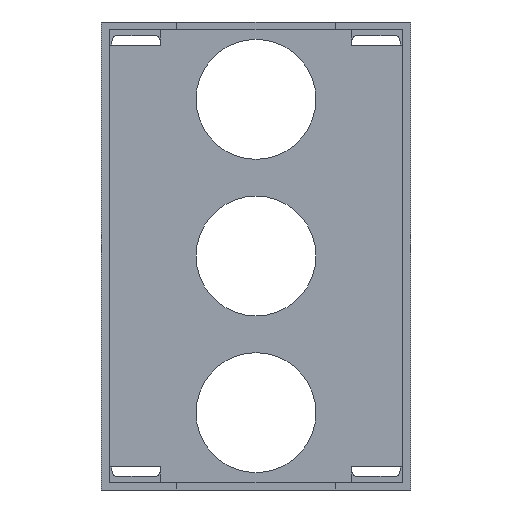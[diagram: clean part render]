
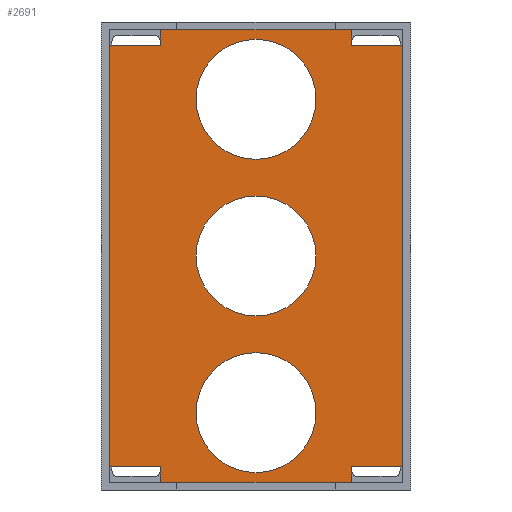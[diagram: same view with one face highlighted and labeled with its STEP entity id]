
A CAD part, front view. The second image highlights one B-rep face of the part: STEP entity #2691.
In plain terms, the highlighted planar face has unit normal (0, -1, 0).
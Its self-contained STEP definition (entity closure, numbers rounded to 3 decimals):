
#168=DIRECTION('',(-1.,0.,0.));
#169=VECTOR('',#168,49.5);
#170=CARTESIAN_POINT('',(24.75,42.,58.5));
#171=LINE('',#170,#169);
#633=DIRECTION('',(0.,0.,1.));
#634=VECTOR('',#633,4.);
#635=CARTESIAN_POINT('',(-24.75,42.,-58.5));
#636=LINE('',#635,#634);
#640=DIRECTION('',(-1.,0.,0.));
#641=VECTOR('',#640,13.25);
#642=CARTESIAN_POINT('',(-24.75,42.,-54.5));
#643=LINE('',#642,#641);
#647=DIRECTION('',(1.,0.,0.));
#648=VECTOR('',#647,13.25);
#649=CARTESIAN_POINT('',(-38.,42.,54.5));
#650=LINE('',#649,#648);
#654=DIRECTION('',(0.,0.,1.));
#655=VECTOR('',#654,4.);
#656=CARTESIAN_POINT('',(-24.75,42.,54.5));
#657=LINE('',#656,#655);
#661=DIRECTION('',(0.,0.,-1.));
#662=VECTOR('',#661,4.);
#663=CARTESIAN_POINT('',(24.75,42.,58.5));
#664=LINE('',#663,#662);
#668=DIRECTION('',(1.,0.,0.));
#669=VECTOR('',#668,13.25);
#670=CARTESIAN_POINT('',(24.75,42.,54.5));
#671=LINE('',#670,#669);
#675=DIRECTION('',(0.,0.,-1.));
#676=VECTOR('',#675,109.);
#677=CARTESIAN_POINT('',(38.,42.,54.5));
#678=LINE('',#677,#676);
#682=DIRECTION('',(-1.,0.,0.));
#683=VECTOR('',#682,13.25);
#684=CARTESIAN_POINT('',(38.,42.,-54.5));
#685=LINE('',#684,#683);
#689=DIRECTION('',(0.,0.,-1.));
#690=VECTOR('',#689,4.);
#691=CARTESIAN_POINT('',(24.75,42.,-54.5));
#692=LINE('',#691,#690);
#696=CARTESIAN_POINT('',(0.,42.,40.5));
#697=DIRECTION('',(0.,-1.,0.));
#698=DIRECTION('',(0.,0.,1.));
#699=AXIS2_PLACEMENT_3D('',#696,#697,#698);
#704=CARTESIAN_POINT('',(0.,42.,40.5));
#705=DIRECTION('',(0.,-1.,0.));
#706=DIRECTION('',(-1.,0.,0.));
#707=AXIS2_PLACEMENT_3D('',#704,#705,#706);
#712=CARTESIAN_POINT('',(0.,42.,40.5));
#713=DIRECTION('',(0.,-1.,0.));
#714=DIRECTION('',(0.,0.,-1.));
#715=AXIS2_PLACEMENT_3D('',#712,#713,#714);
#720=CARTESIAN_POINT('',(0.,42.,40.5));
#721=DIRECTION('',(0.,-1.,0.));
#722=DIRECTION('',(1.,0.,0.));
#723=AXIS2_PLACEMENT_3D('',#720,#721,#722);
#728=CARTESIAN_POINT('',(0.,42.,0.));
#729=DIRECTION('',(0.,-1.,0.));
#730=DIRECTION('',(0.,0.,1.));
#731=AXIS2_PLACEMENT_3D('',#728,#729,#730);
#736=CARTESIAN_POINT('',(0.,42.,0.));
#737=DIRECTION('',(0.,-1.,0.));
#738=DIRECTION('',(-1.,0.,0.));
#739=AXIS2_PLACEMENT_3D('',#736,#737,#738);
#744=CARTESIAN_POINT('',(0.,42.,0.));
#745=DIRECTION('',(0.,-1.,0.));
#746=DIRECTION('',(0.,0.,-1.));
#747=AXIS2_PLACEMENT_3D('',#744,#745,#746);
#752=CARTESIAN_POINT('',(0.,42.,0.));
#753=DIRECTION('',(0.,-1.,0.));
#754=DIRECTION('',(1.,0.,0.));
#755=AXIS2_PLACEMENT_3D('',#752,#753,#754);
#760=CARTESIAN_POINT('',(0.,42.,-40.5));
#761=DIRECTION('',(0.,-1.,0.));
#762=DIRECTION('',(0.,0.,1.));
#763=AXIS2_PLACEMENT_3D('',#760,#761,#762);
#768=CARTESIAN_POINT('',(0.,42.,-40.5));
#769=DIRECTION('',(0.,-1.,0.));
#770=DIRECTION('',(-1.,0.,0.));
#771=AXIS2_PLACEMENT_3D('',#768,#769,#770);
#776=CARTESIAN_POINT('',(0.,42.,-40.5));
#777=DIRECTION('',(0.,-1.,0.));
#778=DIRECTION('',(0.,0.,-1.));
#779=AXIS2_PLACEMENT_3D('',#776,#777,#778);
#784=CARTESIAN_POINT('',(0.,42.,-40.5));
#785=DIRECTION('',(0.,-1.,0.));
#786=DIRECTION('',(1.,0.,0.));
#787=AXIS2_PLACEMENT_3D('',#784,#785,#786);
#813=DIRECTION('',(1.,0.,0.));
#814=VECTOR('',#813,49.5);
#815=CARTESIAN_POINT('',(-24.75,42.,-58.5));
#816=LINE('',#815,#814);
#1434=DIRECTION('',(0.,0.,-1.));
#1435=VECTOR('',#1434,109.);
#1436=CARTESIAN_POINT('',(-38.,42.,54.5));
#1437=LINE('',#1436,#1435);
#1895=CARTESIAN_POINT('',(24.75,42.,58.5));
#1896=VERTEX_POINT('',#1895);
#1897=CARTESIAN_POINT('',(-24.75,42.,58.5));
#1898=VERTEX_POINT('',#1897);
#2023=CARTESIAN_POINT('',(0.,42.,-15.5));
#2024=VERTEX_POINT('',#2023);
#2025=CARTESIAN_POINT('',(-15.5,42.,0.));
#2026=VERTEX_POINT('',#2025);
#2027=CARTESIAN_POINT('',(0.,42.,15.5));
#2028=VERTEX_POINT('',#2027);
#2033=CARTESIAN_POINT('',(15.5,42.,0.));
#2034=VERTEX_POINT('',#2033);
#2035=CARTESIAN_POINT('',(-24.75,42.,-58.5));
#2036=CARTESIAN_POINT('',(24.75,42.,-58.5));
#2037=VERTEX_POINT('',#2035);
#2038=VERTEX_POINT('',#2036);
#2039=CARTESIAN_POINT('',(-24.75,42.,-54.5));
#2040=VERTEX_POINT('',#2039);
#2041=CARTESIAN_POINT('',(-38.,42.,-54.5));
#2042=VERTEX_POINT('',#2041);
#2043=CARTESIAN_POINT('',(-38.,42.,54.5));
#2044=VERTEX_POINT('',#2043);
#2045=CARTESIAN_POINT('',(-24.75,42.,54.5));
#2046=VERTEX_POINT('',#2045);
#2047=CARTESIAN_POINT('',(24.75,42.,54.5));
#2048=VERTEX_POINT('',#2047);
#2049=CARTESIAN_POINT('',(38.,42.,54.5));
#2050=VERTEX_POINT('',#2049);
#2051=CARTESIAN_POINT('',(38.,42.,-54.5));
#2052=VERTEX_POINT('',#2051);
#2053=CARTESIAN_POINT('',(24.75,42.,-54.5));
#2054=VERTEX_POINT('',#2053);
#2055=CARTESIAN_POINT('',(0.,42.,56.));
#2056=CARTESIAN_POINT('',(-15.5,42.,40.5));
#2057=VERTEX_POINT('',#2055);
#2058=VERTEX_POINT('',#2056);
#2059=CARTESIAN_POINT('',(0.,42.,25.));
#2060=VERTEX_POINT('',#2059);
#2061=CARTESIAN_POINT('',(15.5,42.,40.5));
#2062=VERTEX_POINT('',#2061);
#2063=CARTESIAN_POINT('',(0.,42.,-25.));
#2064=CARTESIAN_POINT('',(-15.5,42.,-40.5));
#2065=VERTEX_POINT('',#2063);
#2066=VERTEX_POINT('',#2064);
#2067=CARTESIAN_POINT('',(0.,42.,-56.));
#2068=VERTEX_POINT('',#2067);
#2069=CARTESIAN_POINT('',(15.5,42.,-40.5));
#2070=VERTEX_POINT('',#2069);
#2635=CARTESIAN_POINT('',(40.,42.,-60.5));
#2636=DIRECTION('',(0.,1.,0.));
#2637=DIRECTION('',(-1.,0.,0.));
#2638=AXIS2_PLACEMENT_3D('',#2635,#2636,#2637);
#2639=PLANE('',#2638);
#2641=ORIENTED_EDGE('',*,*,#2640,.F.);
#2643=ORIENTED_EDGE('',*,*,#2642,.T.);
#2645=ORIENTED_EDGE('',*,*,#2644,.T.);
#2647=ORIENTED_EDGE('',*,*,#2646,.F.);
#2649=ORIENTED_EDGE('',*,*,#2648,.T.);
#2651=ORIENTED_EDGE('',*,*,#2650,.T.);
#2652=ORIENTED_EDGE('',*,*,#2239,.F.);
#2654=ORIENTED_EDGE('',*,*,#2653,.T.);
#2656=ORIENTED_EDGE('',*,*,#2655,.T.);
#2658=ORIENTED_EDGE('',*,*,#2657,.T.);
#2660=ORIENTED_EDGE('',*,*,#2659,.T.);
#2662=ORIENTED_EDGE('',*,*,#2661,.T.);
#2663=EDGE_LOOP('',(#2641,#2643,#2645,#2647,#2649,#2651,#2652,#2654,#2656,#2658,
#2660,#2662));
#2664=FACE_OUTER_BOUND('',#2663,.F.);
#2666=ORIENTED_EDGE('',*,*,#2665,.T.);
#2668=ORIENTED_EDGE('',*,*,#2667,.T.);
#2670=ORIENTED_EDGE('',*,*,#2669,.T.);
#2672=ORIENTED_EDGE('',*,*,#2671,.T.);
#2673=EDGE_LOOP('',(#2666,#2668,#2670,#2672));
#2674=FACE_BOUND('',#2673,.F.);
#2675=ORIENTED_EDGE('',*,*,#2602,.T.);
#2676=ORIENTED_EDGE('',*,*,#2600,.T.);
#2677=ORIENTED_EDGE('',*,*,#2625,.T.);
#2678=ORIENTED_EDGE('',*,*,#2623,.T.);
#2679=EDGE_LOOP('',(#2675,#2676,#2677,#2678));
#2680=FACE_BOUND('',#2679,.F.);
#2682=ORIENTED_EDGE('',*,*,#2681,.T.);
#2684=ORIENTED_EDGE('',*,*,#2683,.T.);
#2686=ORIENTED_EDGE('',*,*,#2685,.T.);
#2688=ORIENTED_EDGE('',*,*,#2687,.T.);
#2689=EDGE_LOOP('',(#2682,#2684,#2686,#2688));
#2690=FACE_BOUND('',#2689,.F.);
#700=CIRCLE('',#699,15.5);
#708=CIRCLE('',#707,15.5);
#716=CIRCLE('',#715,15.5);
#724=CIRCLE('',#723,15.5);
#732=CIRCLE('',#731,15.5);
#740=CIRCLE('',#739,15.5);
#748=CIRCLE('',#747,15.5);
#756=CIRCLE('',#755,15.5);
#764=CIRCLE('',#763,15.5);
#772=CIRCLE('',#771,15.5);
#780=CIRCLE('',#779,15.5);
#788=CIRCLE('',#787,15.5);
#2239=EDGE_CURVE('',#1896,#1898,#171,.T.);
#2600=EDGE_CURVE('',#2026,#2024,#740,.T.);
#2602=EDGE_CURVE('',#2028,#2026,#732,.T.);
#2623=EDGE_CURVE('',#2034,#2028,#756,.T.);
#2625=EDGE_CURVE('',#2024,#2034,#748,.T.);
#2640=EDGE_CURVE('',#2037,#2038,#816,.T.);
#2642=EDGE_CURVE('',#2037,#2040,#636,.T.);
#2644=EDGE_CURVE('',#2040,#2042,#643,.T.);
#2646=EDGE_CURVE('',#2044,#2042,#1437,.T.);
#2648=EDGE_CURVE('',#2044,#2046,#650,.T.);
#2650=EDGE_CURVE('',#2046,#1898,#657,.T.);
#2653=EDGE_CURVE('',#1896,#2048,#664,.T.);
#2655=EDGE_CURVE('',#2048,#2050,#671,.T.);
#2657=EDGE_CURVE('',#2050,#2052,#678,.T.);
#2659=EDGE_CURVE('',#2052,#2054,#685,.T.);
#2661=EDGE_CURVE('',#2054,#2038,#692,.T.);
#2665=EDGE_CURVE('',#2057,#2058,#700,.T.);
#2667=EDGE_CURVE('',#2058,#2060,#708,.T.);
#2669=EDGE_CURVE('',#2060,#2062,#716,.T.);
#2671=EDGE_CURVE('',#2062,#2057,#724,.T.);
#2681=EDGE_CURVE('',#2065,#2066,#764,.T.);
#2683=EDGE_CURVE('',#2066,#2068,#772,.T.);
#2685=EDGE_CURVE('',#2068,#2070,#780,.T.);
#2687=EDGE_CURVE('',#2070,#2065,#788,.T.);
#2691=ADVANCED_FACE('',(#2664,#2674,#2680,#2690),#2639,.F.);
